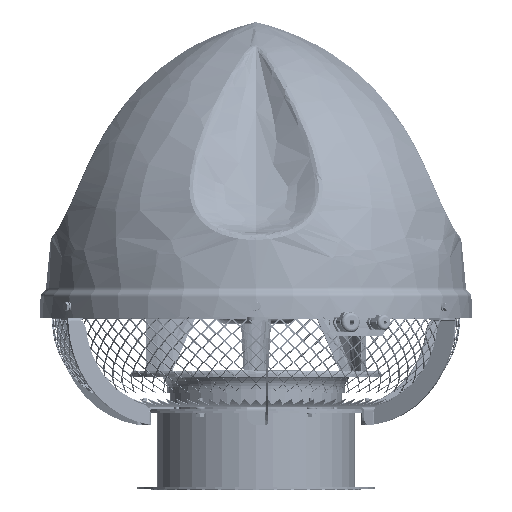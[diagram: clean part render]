
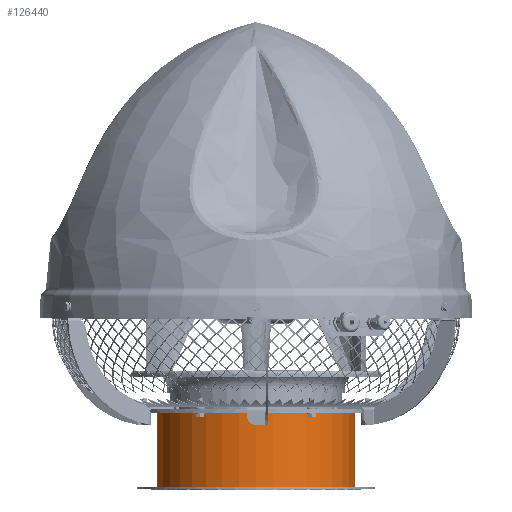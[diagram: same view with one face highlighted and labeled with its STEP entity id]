
A CAD part, top view. The second image highlights one B-rep face of the part: STEP entity #126440.
In plain terms, the highlighted cylindrical face has radius 125 mm (diameter 250 mm), a full revolution.
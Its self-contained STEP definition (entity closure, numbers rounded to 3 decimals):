
#20985=FACE_OUTER_BOUND('',#28543,.T.);
#28543=EDGE_LOOP('',(#104975,#104976,#104977,#104978));
#32657=CIRCLE('',#135327,125.);
#32721=CIRCLE('',#135415,125.);
#39128=LINE('',#240842,#45575);
#45575=VECTOR('',#158573,125.);
#56983=VERTEX_POINT('',#240669);
#57046=VERTEX_POINT('',#240841);
#74294=EDGE_CURVE('',#56983,#56983,#32657,.T.);
#74379=EDGE_CURVE('',#56983,#57046,#39128,.T.);
#74380=EDGE_CURVE('',#57046,#57046,#32721,.T.);
#104975=ORIENTED_EDGE('',*,*,#74294,.F.);
#104976=ORIENTED_EDGE('',*,*,#74379,.T.);
#104977=ORIENTED_EDGE('',*,*,#74380,.T.);
#104978=ORIENTED_EDGE('',*,*,#74379,.F.);
#114265=CYLINDRICAL_SURFACE('',#135414,125.);
#126440=ADVANCED_FACE('',(#20985),#114265,.T.);
#135327=AXIS2_PLACEMENT_3D('',#240670,#158376,#158377);
#135414=AXIS2_PLACEMENT_3D('',#240840,#158571,#158572);
#135415=AXIS2_PLACEMENT_3D('',#240843,#158574,#158575);
#158376=DIRECTION('center_axis',(0.,1.,0.));
#158377=DIRECTION('ref_axis',(-1.,0.,0.));
#158571=DIRECTION('center_axis',(0.,1.,0.));
#158572=DIRECTION('ref_axis',(-1.,0.,0.));
#158573=DIRECTION('',(0.,-1.,0.));
#158574=DIRECTION('center_axis',(0.,1.,0.));
#158575=DIRECTION('ref_axis',(-1.,0.,0.));
#240669=CARTESIAN_POINT('',(125.,96.,0.));
#240670=CARTESIAN_POINT('Origin',(0.,96.,0.));
#240840=CARTESIAN_POINT('Origin',(0.,49.,0.));
#240841=CARTESIAN_POINT('',(125.,2.,0.));
#240842=CARTESIAN_POINT('',(125.,49.,0.));
#240843=CARTESIAN_POINT('Origin',(0.,2.,
0.));
